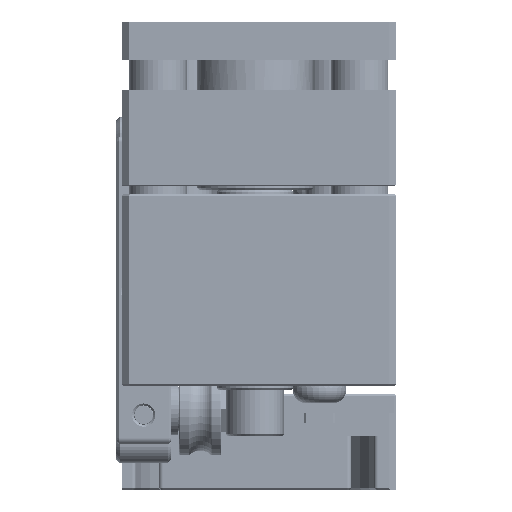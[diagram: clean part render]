
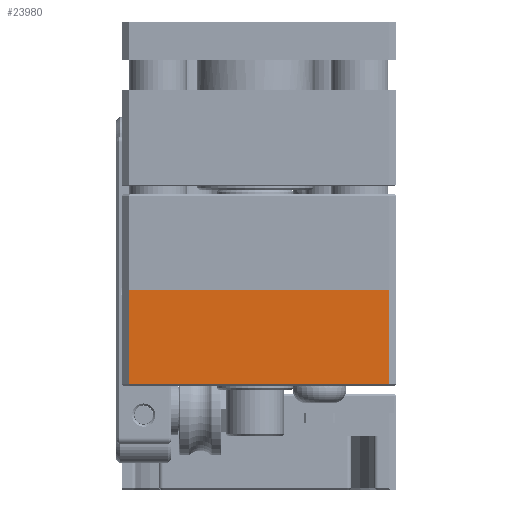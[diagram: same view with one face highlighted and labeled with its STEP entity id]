
A CAD part, left-side view. The second image highlights one B-rep face of the part: STEP entity #23980.
In plain terms, the highlighted planar face has unit normal (-1, 0, 0).
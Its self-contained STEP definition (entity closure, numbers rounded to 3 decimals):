
#4 = EDGE_CURVE ( 'NONE', #7507, #7487, #7791, .T. ) ;
#4279 = EDGE_LOOP ( 'NONE', ( #56602, #56592, #56624, #56633 ) ) ;
#7487 = VERTEX_POINT ( 'NONE', #38504 ) ;
#7507 = VERTEX_POINT ( 'NONE', #38497 ) ;
#7577 = VERTEX_POINT ( 'NONE', #38584 ) ;
#7624 = VERTEX_POINT ( 'NONE', #38572 ) ;
#7741 = VECTOR ( 'NONE', #40525, 1000. ) ;
#7791 = LINE ( 'NONE', #40493, #7741 ) ;
#9092 = EDGE_CURVE ( 'NONE', #7624, #7577, #34692, .T. ) ;
#9095 = EDGE_CURVE ( 'NONE', #7577, #7487, #34747, .T. ) ;
#9117 = EDGE_CURVE ( 'NONE', #7507, #7624, #40717, .T. ) ;
#23980 = ADVANCED_FACE ( 'NONE', ( #48369 ), #44886, .F. ) ;
#34692 = LINE ( 'NONE', #38769, #34733 ) ;
#34733 = VECTOR ( 'NONE', #38735, 1000. ) ;
#34747 = LINE ( 'NONE', #38765, #34754 ) ;
#34754 = VECTOR ( 'NONE', #38760, 1000. ) ;
#37459 = AXIS2_PLACEMENT_3D ( 'NONE', #44903, #44878, #44894 ) ;
#38497 = CARTESIAN_POINT ( 'NONE',  ( -38.25, 33.75, 25. ) ) ;
#38504 = CARTESIAN_POINT ( 'NONE',  ( -38.25, -33.75, 25. ) ) ;
#38572 = CARTESIAN_POINT ( 'NONE',  ( -38.25, 33.75, 0.5 ) ) ;
#38584 = CARTESIAN_POINT ( 'NONE',  ( -38.25, -33.75, 0.5 ) ) ;
#38735 = DIRECTION ( 'NONE',  ( 0., -1., 0. ) ) ;
#38760 = DIRECTION ( 'NONE',  ( 0., 0., 1. ) ) ;
#38765 = CARTESIAN_POINT ( 'NONE',  ( -38.25, -33.75, 25. ) ) ;
#38769 = CARTESIAN_POINT ( 'NONE',  ( -38.25, -33.75, 0.5 ) ) ;
#38793 = CARTESIAN_POINT ( 'NONE',  ( -38.25, 33.75, 25. ) ) ;
#38832 = DIRECTION ( 'NONE',  ( 0., 0., -1. ) ) ;
#40493 = CARTESIAN_POINT ( 'NONE',  ( -38.25, -35.75, 25. ) ) ;
#40525 = DIRECTION ( 'NONE',  ( 0., -1., 0. ) ) ;
#40697 = VECTOR ( 'NONE', #38832, 1000. ) ;
#40717 = LINE ( 'NONE', #38793, #40697 ) ;
#44878 = DIRECTION ( 'NONE',  ( 1., 0., 0. ) ) ;
#44886 = PLANE ( 'NONE',  #37459 ) ;
#44894 = DIRECTION ( 'NONE',  ( 0., 0., -1. ) ) ;
#44903 = CARTESIAN_POINT ( 'NONE',  ( -38.25, -35.75, 25. ) ) ;
#48369 = FACE_OUTER_BOUND ( 'NONE', #4279, .T. ) ;
#56592 = ORIENTED_EDGE ( 'NONE', *, *, #9092, .T. ) ;
#56602 = ORIENTED_EDGE ( 'NONE', *, *, #9117, .T. ) ;
#56624 = ORIENTED_EDGE ( 'NONE', *, *, #9095, .T. ) ;
#56633 = ORIENTED_EDGE ( 'NONE', *, *, #4, .F. ) ;
